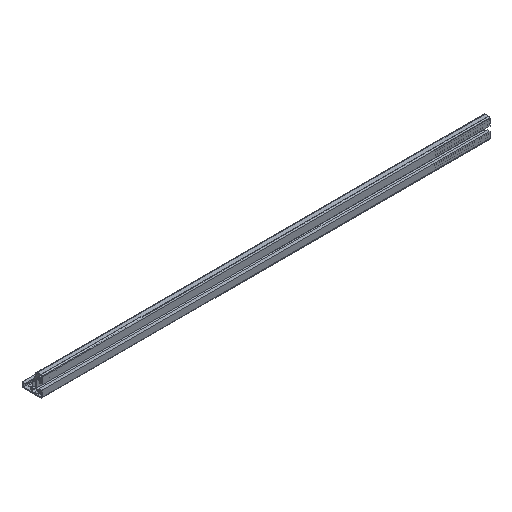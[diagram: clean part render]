
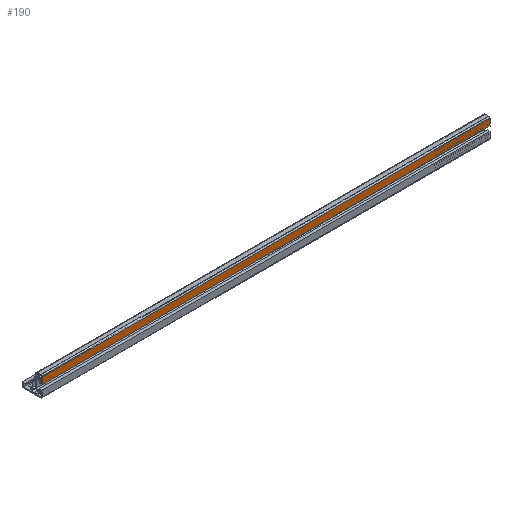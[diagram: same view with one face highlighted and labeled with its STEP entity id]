
A CAD part, isometric view. The second image highlights one B-rep face of the part: STEP entity #190.
In plain terms, the highlighted planar face has unit normal (0, -1, 0).
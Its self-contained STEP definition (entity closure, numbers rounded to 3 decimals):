
#190=ADVANCED_FACE('',(#388),#389,.T.);
#388=FACE_OUTER_BOUND('',#593,.T.);
#389=PLANE('',#594);
#593=EDGE_LOOP('',(#1042,#1043,#1044,#1045));
#594=AXIS2_PLACEMENT_3D('',#1046,#1047,#1048);
#1042=ORIENTED_EDGE('',*,*,#1482,.T.);
#1043=ORIENTED_EDGE('',*,*,#1483,.F.);
#1044=ORIENTED_EDGE('',*,*,#1484,.T.);
#1045=ORIENTED_EDGE('',*,*,#1479,.T.);
#1046=CARTESIAN_POINT('',(1000.0,-22.5,12.0));
#1047=DIRECTION('',(0.0,-1.0,0.0));
#1048=DIRECTION('',(0.0,0.0,1.0));
#1479=EDGE_CURVE('',#1835,#1833,#1836,.T.);
#1482=EDGE_CURVE('',#1833,#1839,#1840,.T.);
#1483=EDGE_CURVE('',#1841,#1839,#1842,.T.);
#1484=EDGE_CURVE('',#1841,#1835,#1843,.T.);
#1833=VERTEX_POINT('',#2334);
#1835=VERTEX_POINT('',#2336);
#1836=LINE('',#2337,#2338);
#1839=VERTEX_POINT('',#2341);
#1840=LINE('',#2342,#2343);
#1841=VERTEX_POINT('',#2344);
#1842=LINE('',#2345,#2346);
#1843=LINE('',#2347,#2348);
#2334=CARTESIAN_POINT('',(0.0,-22.5,19.5));
#2336=CARTESIAN_POINT('',(1000.0,-22.5,19.5));
#2337=CARTESIAN_POINT('',(1000.0,-22.5,19.5));
#2338=VECTOR('',#2663,1.0);
#2341=CARTESIAN_POINT('',(0.0,-22.5,4.5));
#2342=CARTESIAN_POINT('',(0.0,-22.5,4.5));
#2343=VECTOR('',#2667,1.0);
#2344=CARTESIAN_POINT('',(1000.0,-22.5,4.5));
#2345=CARTESIAN_POINT('',(1000.0,-22.5,4.5));
#2346=VECTOR('',#2668,1.0);
#2347=CARTESIAN_POINT('',(1000.0,-22.5,4.5));
#2348=VECTOR('',#2669,1.0);
#2663=DIRECTION('',(-1.0,0.0,0.0));
#2667=DIRECTION('',(0.0,0.0,-1.0));
#2668=DIRECTION('',(-1.0,0.0,0.0));
#2669=DIRECTION('',(0.0,0.0,1.0));
